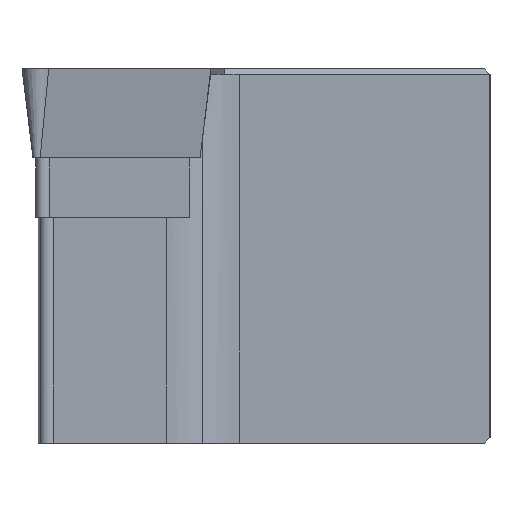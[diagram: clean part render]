
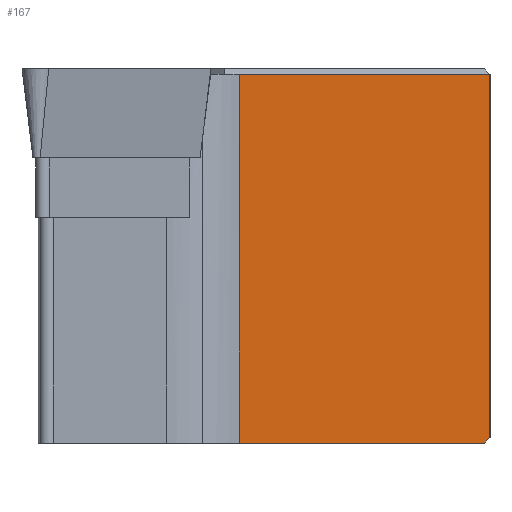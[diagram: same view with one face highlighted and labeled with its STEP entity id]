
A CAD part, left-side view. The second image highlights one B-rep face of the part: STEP entity #167.
In plain terms, the highlighted planar face has unit normal (-0.616, -0.788, 0).
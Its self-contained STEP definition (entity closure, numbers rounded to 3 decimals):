
#167=ADVANCED_FACE('',(#251),#207,.F.);
#207=PLANE('',#950);
#251=FACE_OUTER_BOUND('',#298,.T.);
#298=EDGE_LOOP('',(#462,#463,#464,#465,#466));
#462=ORIENTED_EDGE('',*,*,#629,.F.);
#463=ORIENTED_EDGE('',*,*,#648,.T.);
#464=ORIENTED_EDGE('',*,*,#661,.F.);
#465=ORIENTED_EDGE('',*,*,#652,.F.);
#466=ORIENTED_EDGE('',*,*,#679,.F.);
#556=VERTEX_POINT('',#1246);
#557=VERTEX_POINT('',#1248);
#570=VERTEX_POINT('',#1282);
#572=VERTEX_POINT('',#1287);
#574=VERTEX_POINT('',#1291);
#629=EDGE_CURVE('',#556,#557,#735,.T.);
#648=EDGE_CURVE('',#556,#570,#744,.T.);
#652=EDGE_CURVE('',#574,#572,#748,.T.);
#661=EDGE_CURVE('',#572,#570,#756,.T.);
#679=EDGE_CURVE('',#557,#574,#773,.T.);
#735=LINE('',#1247,#823);
#744=LINE('',#1283,#832);
#748=LINE('',#1292,#836);
#756=LINE('',#1309,#844);
#773=LINE('',#1345,#861);
#823=VECTOR('',#1008,1.);
#832=VECTOR('',#1043,1.);
#836=VECTOR('',#1049,1.);
#844=VECTOR('',#1063,1.);
#861=VECTOR('',#1094,1.);
#950=AXIS2_PLACEMENT_3D('',#1375,#1139,#1140);
#1008=DIRECTION('',(0.788,-0.616,0.));
#1043=DIRECTION('',(0.,0.,-1.));
#1049=DIRECTION('',(-0.671,0.524,-0.524));
#1063=DIRECTION('',(-0.788,0.616,0.));
#1094=DIRECTION('',(0.,0.,-1.));
#1139=DIRECTION('',(0.616,0.788,0.));
#1140=DIRECTION('',(0.788,-0.616,0.));
#1246=CARTESIAN_POINT('',(13.354,13.382,-0.3));
#1247=CARTESIAN_POINT('',(13.354,13.382,-0.3));
#1248=CARTESIAN_POINT('',(30.483,0.,-0.3));
#1282=CARTESIAN_POINT('',(13.354,13.382,-20.));
#1283=CARTESIAN_POINT('',(13.354,13.382,-40.));
#1287=CARTESIAN_POINT('',(30.099,0.3,-20.));
#1291=CARTESIAN_POINT('',(30.483,0.,-19.7));
#1292=CARTESIAN_POINT('',(10.92,15.284,-34.984));
#1309=CARTESIAN_POINT('',(13.354,13.382,-20.));
#1345=CARTESIAN_POINT('',(30.483,0.,-40.));
#1375=CARTESIAN_POINT('',(13.354,13.382,-40.));
